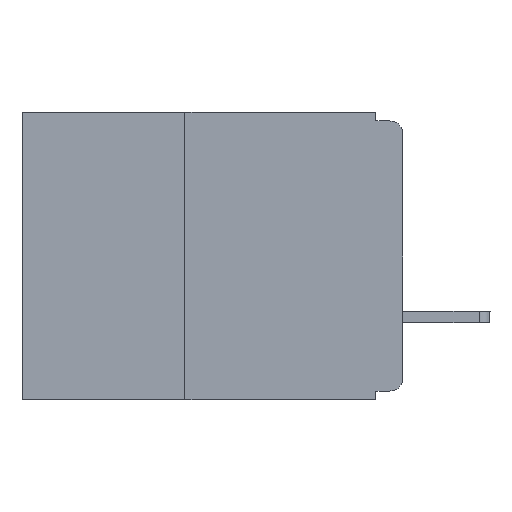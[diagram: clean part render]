
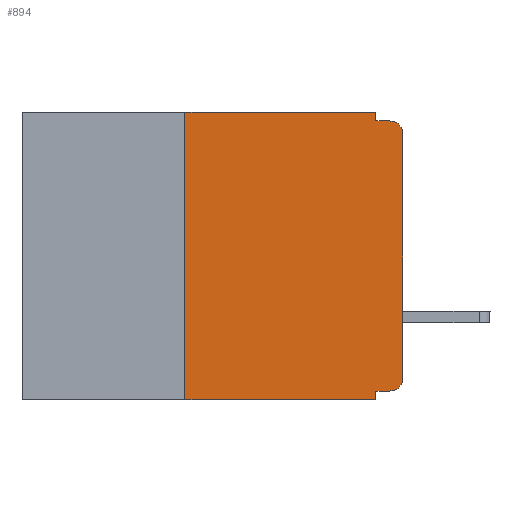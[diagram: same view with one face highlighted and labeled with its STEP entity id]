
A CAD part, left-side view. The second image highlights one B-rep face of the part: STEP entity #894.
In plain terms, the highlighted planar face has unit normal (-1, 0, 0).
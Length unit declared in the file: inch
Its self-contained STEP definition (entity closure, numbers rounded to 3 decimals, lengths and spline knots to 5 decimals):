
#208 = DIRECTION ( 'NONE',  ( 0., -1., 0. ) ) ;
#373 = DIRECTION ( 'NONE',  ( 0., 0., -1. ) ) ;
#462 = LINE ( 'NONE', #9283, #1611 ) ;
#727 = CARTESIAN_POINT ( 'NONE',  ( 0., 0.015, -0.01 ) ) ;
#842 = VECTOR ( 'NONE', #7800, 39.37008 ) ;
#882 = VERTEX_POINT ( 'NONE', #4700 ) ;
#894 = ADVANCED_FACE ( 'NONE', ( #7915 ), #4664, .F. ) ;
#1611 = VECTOR ( 'NONE', #1840, 39.37008 ) ;
#1840 = DIRECTION ( 'NONE',  ( 0., 0., -1. ) ) ;
#1985 = CARTESIAN_POINT ( 'NONE',  ( 0., 0.015, -0.32 ) ) ;
#2055 = CARTESIAN_POINT ( 'NONE',  ( 0., 0.031, -0.32 ) ) ;
#2141 = CARTESIAN_POINT ( 'NONE',  ( 0., 0.031, -0.01 ) ) ;
#2497 = VECTOR ( 'NONE', #4096, 39.37008 ) ;
#2535 = DIRECTION ( 'NONE',  ( 0., -1., 0. ) ) ;
#2547 = VECTOR ( 'NONE', #208, 39.37008 ) ;
#2768 = CIRCLE ( 'NONE', #5859, 0.015 ) ;
#3108 = EDGE_CURVE ( 'NONE', #5744, #882, #3581, .T. ) ;
#3191 = ORIENTED_EDGE ( 'NONE', *, *, #6964, .F. ) ;
#3218 = VERTEX_POINT ( 'NONE', #7175 ) ;
#3370 = LINE ( 'NONE', #11664, #2497 ) ;
#3392 = CARTESIAN_POINT ( 'NONE',  ( 0., 0.437, -0.33 ) ) ;
#3471 = ORIENTED_EDGE ( 'NONE', *, *, #4365, .F. ) ;
#3578 = ORIENTED_EDGE ( 'NONE', *, *, #3108, .T. ) ;
#3581 = LINE ( 'NONE', #10556, #842 ) ;
#3629 = EDGE_LOOP ( 'NONE', ( #3578, #7734, #3471, #3191, #11783, #9084, #10140, #11747, #6971, #11611 ) ) ;
#3641 = DIRECTION ( 'NONE',  ( 0., -1., 0. ) ) ;
#3690 = VERTEX_POINT ( 'NONE', #2141 ) ;
#3873 = VERTEX_POINT ( 'NONE', #727 ) ;
#4096 = DIRECTION ( 'NONE',  ( 0., 0., -1. ) ) ;
#4168 = VERTEX_POINT ( 'NONE', #6460 ) ;
#4365 = EDGE_CURVE ( 'NONE', #3690, #3873, #10251, .T. ) ;
#4449 = LINE ( 'NONE', #8266, #8822 ) ;
#4523 = VECTOR ( 'NONE', #3641, 39.37008 ) ;
#4544 = CARTESIAN_POINT ( 'NONE',  ( 0., 0., -0.01 ) ) ;
#4664 = PLANE ( 'NONE',  #7857 ) ;
#4700 = CARTESIAN_POINT ( 'NONE',  ( 0., 0., -0.025 ) ) ;
#5585 = DIRECTION ( 'NONE',  ( 1., 0., 0. ) ) ;
#5744 = VERTEX_POINT ( 'NONE', #11771 ) ;
#5859 = AXIS2_PLACEMENT_3D ( 'NONE', #9805, #8873, #373 ) ;
#6360 = EDGE_CURVE ( 'NONE', #10340, #10871, #6556, .T. ) ;
#6460 = CARTESIAN_POINT ( 'NONE',  ( 0., 0.031, 0. ) ) ;
#6548 = VECTOR ( 'NONE', #10335, 39.37008 ) ;
#6556 = LINE ( 'NONE', #3392, #8484 ) ;
#6575 = EDGE_CURVE ( 'NONE', #8588, #6583, #7439, .T. ) ;
#6583 = VERTEX_POINT ( 'NONE', #2055 ) ;
#6964 = EDGE_CURVE ( 'NONE', #4168, #3690, #3370, .T. ) ;
#6971 = ORIENTED_EDGE ( 'NONE', *, *, #6575, .F. ) ;
#7125 = EDGE_CURVE ( 'NONE', #3218, #4168, #10928, .T. ) ;
#7175 = CARTESIAN_POINT ( 'NONE',  ( 0., 0.25, 0. ) ) ;
#7397 = DIRECTION ( 'NONE',  ( 0., 0., 1. ) ) ;
#7439 = LINE ( 'NONE', #10992, #6548 ) ;
#7734 = ORIENTED_EDGE ( 'NONE', *, *, #11105, .T. ) ;
#7744 = EDGE_CURVE ( 'NONE', #6583, #10871, #462, .T. ) ;
#7800 = DIRECTION ( 'NONE',  ( 0., 0., 1. ) ) ;
#7857 = AXIS2_PLACEMENT_3D ( 'NONE', #9274, #5585, #10275 ) ;
#7915 = FACE_OUTER_BOUND ( 'NONE', #3629, .T. ) ;
#8266 = CARTESIAN_POINT ( 'NONE',  ( 0., 0.25, -0.33 ) ) ;
#8393 = AXIS2_PLACEMENT_3D ( 'NONE', #10382, #11122, #8400 ) ;
#8400 = DIRECTION ( 'NONE',  ( 0., 0., -1. ) ) ;
#8484 = VECTOR ( 'NONE', #2535, 39.37008 ) ;
#8588 = VERTEX_POINT ( 'NONE', #1985 ) ;
#8822 = VECTOR ( 'NONE', #7397, 39.37008 ) ;
#8873 = DIRECTION ( 'NONE',  ( -1., 0., 0. ) ) ;
#9084 = ORIENTED_EDGE ( 'NONE', *, *, #11667, .F. ) ;
#9227 = CARTESIAN_POINT ( 'NONE',  ( 0., 0.437, 0. ) ) ;
#9274 = CARTESIAN_POINT ( 'NONE',  ( 0., 0.437, 0. ) ) ;
#9283 = CARTESIAN_POINT ( 'NONE',  ( 0., 0.031, -0.33 ) ) ;
#9332 = EDGE_CURVE ( 'NONE', #8588, #5744, #2768, .T. ) ;
#9805 = CARTESIAN_POINT ( 'NONE',  ( 0., 0.015, -0.305 ) ) ;
#10140 = ORIENTED_EDGE ( 'NONE', *, *, #6360, .T. ) ;
#10251 = LINE ( 'NONE', #4544, #2547 ) ;
#10275 = DIRECTION ( 'NONE',  ( 0., 0., -1. ) ) ;
#10335 = DIRECTION ( 'NONE',  ( 0., 1., 0. ) ) ;
#10340 = VERTEX_POINT ( 'NONE', #11533 ) ;
#10382 = CARTESIAN_POINT ( 'NONE',  ( 0., 0.015, -0.025 ) ) ;
#10445 = CIRCLE ( 'NONE', #8393, 0.015 ) ;
#10556 = CARTESIAN_POINT ( 'NONE',  ( 0., 0., 0. ) ) ;
#10754 = CARTESIAN_POINT ( 'NONE',  ( 0., 0.031, -0.33 ) ) ;
#10871 = VERTEX_POINT ( 'NONE', #10754 ) ;
#10928 = LINE ( 'NONE', #9227, #4523 ) ;
#10992 = CARTESIAN_POINT ( 'NONE',  ( 0., 0., -0.32 ) ) ;
#11105 = EDGE_CURVE ( 'NONE', #882, #3873, #10445, .T. ) ;
#11122 = DIRECTION ( 'NONE',  ( -1., 0., 0. ) ) ;
#11533 = CARTESIAN_POINT ( 'NONE',  ( 0., 0.25, -0.33 ) ) ;
#11611 = ORIENTED_EDGE ( 'NONE', *, *, #9332, .T. ) ;
#11664 = CARTESIAN_POINT ( 'NONE',  ( 0., 0.031, 0. ) ) ;
#11667 = EDGE_CURVE ( 'NONE', #10340, #3218, #4449, .T. ) ;
#11747 = ORIENTED_EDGE ( 'NONE', *, *, #7744, .F. ) ;
#11771 = CARTESIAN_POINT ( 'NONE',  ( 0., 0., -0.305 ) ) ;
#11783 = ORIENTED_EDGE ( 'NONE', *, *, #7125, .F. ) ;
